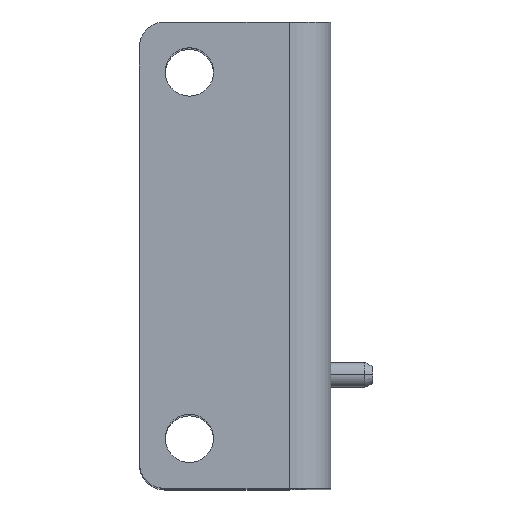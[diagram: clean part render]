
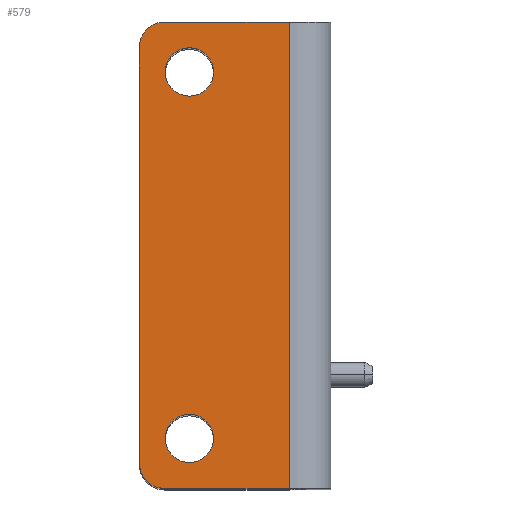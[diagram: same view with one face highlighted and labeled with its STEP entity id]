
A CAD part, top view. The second image highlights one B-rep face of the part: STEP entity #579.
In plain terms, the highlighted planar face has unit normal (0, 0, 1).
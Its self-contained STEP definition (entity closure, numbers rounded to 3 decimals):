
#26 = EDGE_LOOP ( 'NONE', ( #458, #1996 ) ) ;
#43 = CARTESIAN_POINT ( 'NONE',  ( 11., 11., 0. ) ) ;
#56 = VECTOR ( 'NONE', #820, 1000. ) ;
#102 = CARTESIAN_POINT ( 'NONE',  ( 17., -14., 0. ) ) ;
#130 = DIRECTION ( 'NONE',  ( 0., 0., 1. ) ) ;
#158 = AXIS2_PLACEMENT_3D ( 'NONE', #283, #130, #1445 ) ;
#169 = VERTEX_POINT ( 'NONE', #1690 ) ;
#178 = DIRECTION ( 'NONE',  ( 0., 0., 1. ) ) ;
#187 = EDGE_CURVE ( 'NONE', #672, #706, #697, .T. ) ;
#273 = VERTEX_POINT ( 'NONE', #385 ) ;
#283 = CARTESIAN_POINT ( 'NONE',  ( 9.5, -12.5, 0. ) ) ;
#306 = VECTOR ( 'NONE', #1744, 1000. ) ;
#385 = CARTESIAN_POINT ( 'NONE',  ( 8., 12.5, 0. ) ) ;
#458 = ORIENTED_EDGE ( 'NONE', *, *, #2448, .F. ) ;
#516 = CARTESIAN_POINT ( 'NONE',  ( 17., -14., 0. ) ) ;
#533 = CARTESIAN_POINT ( 'NONE',  ( 12.45, 11., 0. ) ) ;
#539 = EDGE_CURVE ( 'NONE', #2795, #2556, #702, .T. ) ;
#543 = AXIS2_PLACEMENT_3D ( 'NONE', #1301, #623, #844 ) ;
#579 = ADVANCED_FACE ( 'NONE', ( #1654, #698, #1076 ), #1006, .T. ) ;
#623 = DIRECTION ( 'NONE',  ( 0., 0., 1. ) ) ;
#661 = CIRCLE ( 'NONE', #543, 1.45 ) ;
#672 = VERTEX_POINT ( 'NONE', #102 ) ;
#683 = CIRCLE ( 'NONE', #1334, 1.45 ) ;
#697 = LINE ( 'NONE', #516, #56 ) ;
#698 = FACE_BOUND ( 'NONE', #26, .T. ) ;
#702 = CIRCLE ( 'NONE', #1953, 1.5 ) ;
#706 = VERTEX_POINT ( 'NONE', #833 ) ;
#737 = DIRECTION ( 'NONE',  ( 1., 0., 0. ) ) ;
#739 = CARTESIAN_POINT ( 'NONE',  ( 8., 12.5, 0. ) ) ;
#753 = EDGE_LOOP ( 'NONE', ( #2722, #1629 ) ) ;
#757 = EDGE_CURVE ( 'NONE', #2556, #672, #912, .T. ) ;
#780 = EDGE_CURVE ( 'NONE', #169, #1770, #661, .T. ) ;
#820 = DIRECTION ( 'NONE',  ( 0., 1., 0. ) ) ;
#830 = VECTOR ( 'NONE', #2385, 1000. ) ;
#833 = CARTESIAN_POINT ( 'NONE',  ( 17., 14., 0. ) ) ;
#844 = DIRECTION ( 'NONE',  ( 1., 0., 0. ) ) ;
#854 = CARTESIAN_POINT ( 'NONE',  ( 11., -11., 0. ) ) ;
#912 = LINE ( 'NONE', #2649, #306 ) ;
#943 = CARTESIAN_POINT ( 'NONE',  ( 9.5, 14., 0. ) ) ;
#989 = DIRECTION ( 'NONE',  ( 0., -1., 0. ) ) ;
#1006 = PLANE ( 'NONE',  #158 ) ;
#1061 = DIRECTION ( 'NONE',  ( 1., 0., 0. ) ) ;
#1076 = FACE_OUTER_BOUND ( 'NONE', #2730, .T. ) ;
#1122 = EDGE_CURVE ( 'NONE', #1631, #273, #1622, .T. ) ;
#1221 = ORIENTED_EDGE ( 'NONE', *, *, #187, .T. ) ;
#1255 = CARTESIAN_POINT ( 'NONE',  ( 19.5, 14., 0. ) ) ;
#1275 = LINE ( 'NONE', #1255, #830 ) ;
#1276 = CARTESIAN_POINT ( 'NONE',  ( 12.45, -11., 0. ) ) ;
#1297 = DIRECTION ( 'NONE',  ( 0., 0., 1. ) ) ;
#1301 = CARTESIAN_POINT ( 'NONE',  ( 11., 11., 0. ) ) ;
#1308 = EDGE_CURVE ( 'NONE', #2808, #1399, #2648, .T. ) ;
#1334 = AXIS2_PLACEMENT_3D ( 'NONE', #1513, #1297, #2870 ) ;
#1399 = VERTEX_POINT ( 'NONE', #1276 ) ;
#1402 = CARTESIAN_POINT ( 'NONE',  ( 9.5, 12.5, 0. ) ) ;
#1418 = DIRECTION ( 'NONE',  ( 1., 0., 0. ) ) ;
#1445 = DIRECTION ( 'NONE',  ( 1., 0., 0. ) ) ;
#1513 = CARTESIAN_POINT ( 'NONE',  ( 11., -11., 0. ) ) ;
#1622 = CIRCLE ( 'NONE', #2519, 1.5 ) ;
#1629 = ORIENTED_EDGE ( 'NONE', *, *, #780, .F. ) ;
#1631 = VERTEX_POINT ( 'NONE', #943 ) ;
#1654 = FACE_BOUND ( 'NONE', #753, .T. ) ;
#1669 = CARTESIAN_POINT ( 'NONE',  ( 8., -12.5, 0. ) ) ;
#1690 = CARTESIAN_POINT ( 'NONE',  ( 9.55, 11., 0. ) ) ;
#1744 = DIRECTION ( 'NONE',  ( 1., 0., 0. ) ) ;
#1747 = CIRCLE ( 'NONE', #2773, 1.45 ) ;
#1755 = AXIS2_PLACEMENT_3D ( 'NONE', #854, #178, #1061 ) ;
#1770 = VERTEX_POINT ( 'NONE', #533 ) ;
#1811 = CARTESIAN_POINT ( 'NONE',  ( 9.5, -14., 0. ) ) ;
#1873 = EDGE_CURVE ( 'NONE', #706, #1631, #1275, .T. ) ;
#1879 = DIRECTION ( 'NONE',  ( 1., 0., 0. ) ) ;
#1891 = LINE ( 'NONE', #739, #2610 ) ;
#1953 = AXIS2_PLACEMENT_3D ( 'NONE', #2775, #2107, #737 ) ;
#1996 = ORIENTED_EDGE ( 'NONE', *, *, #1308, .F. ) ;
#2019 = ORIENTED_EDGE ( 'NONE', *, *, #757, .T. ) ;
#2099 = DIRECTION ( 'NONE',  ( 0., 0., 1. ) ) ;
#2107 = DIRECTION ( 'NONE',  ( 0., 0., 1. ) ) ;
#2194 = ORIENTED_EDGE ( 'NONE', *, *, #2729, .T. ) ;
#2385 = DIRECTION ( 'NONE',  ( -1., 0., 0. ) ) ;
#2448 = EDGE_CURVE ( 'NONE', #1399, #2808, #683, .T. ) ;
#2511 = ORIENTED_EDGE ( 'NONE', *, *, #1873, .T. ) ;
#2519 = AXIS2_PLACEMENT_3D ( 'NONE', #1402, #2772, #1879 ) ;
#2523 = ORIENTED_EDGE ( 'NONE', *, *, #1122, .T. ) ;
#2556 = VERTEX_POINT ( 'NONE', #1811 ) ;
#2610 = VECTOR ( 'NONE', #989, 1000. ) ;
#2622 = ORIENTED_EDGE ( 'NONE', *, *, #539, .T. ) ;
#2648 = CIRCLE ( 'NONE', #1755, 1.45 ) ;
#2649 = CARTESIAN_POINT ( 'NONE',  ( 9.5, -14., 0. ) ) ;
#2706 = EDGE_CURVE ( 'NONE', #1770, #169, #1747, .T. ) ;
#2722 = ORIENTED_EDGE ( 'NONE', *, *, #2706, .F. ) ;
#2729 = EDGE_CURVE ( 'NONE', #273, #2795, #1891, .T. ) ;
#2730 = EDGE_LOOP ( 'NONE', ( #2019, #1221, #2511, #2523, #2194, #2622 ) ) ;
#2772 = DIRECTION ( 'NONE',  ( 0., 0., 1. ) ) ;
#2773 = AXIS2_PLACEMENT_3D ( 'NONE', #43, #2099, #1418 ) ;
#2775 = CARTESIAN_POINT ( 'NONE',  ( 9.5, -12.5, 0. ) ) ;
#2786 = CARTESIAN_POINT ( 'NONE',  ( 9.55, -11., 0. ) ) ;
#2795 = VERTEX_POINT ( 'NONE', #1669 ) ;
#2808 = VERTEX_POINT ( 'NONE', #2786 ) ;
#2870 = DIRECTION ( 'NONE',  ( 1., 0., 0. ) ) ;
